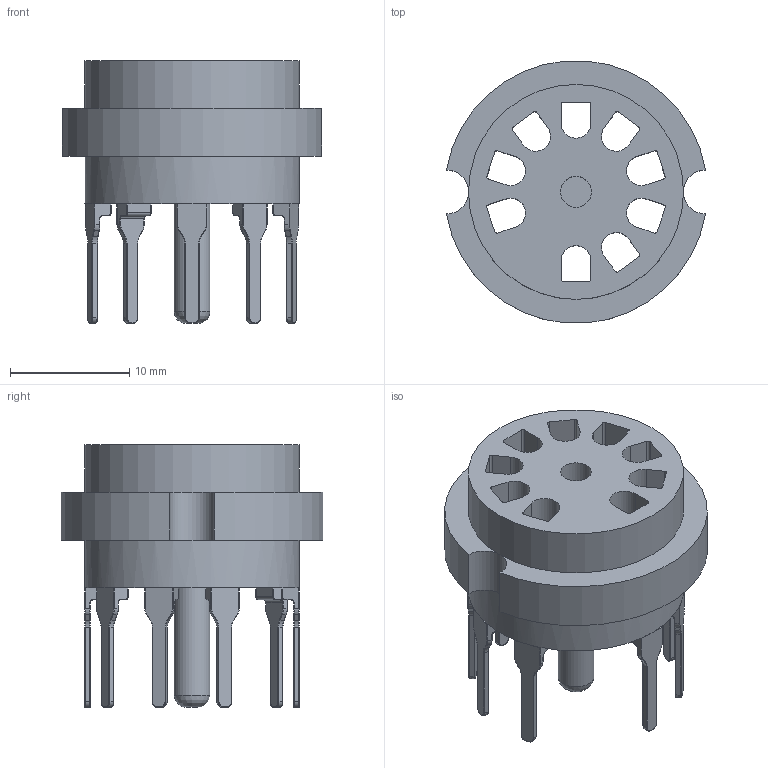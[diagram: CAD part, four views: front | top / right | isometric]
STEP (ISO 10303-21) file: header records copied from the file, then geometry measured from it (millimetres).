
FILE_DESCRIPTION(('FreeCAD Model'),'2;1');
FILE_NAME('Open CASCADE Shape Model','2023-02-15T22:52:26',('Author'),( ''),'Open CASCADE STEP processor 7.5','FreeCAD','Unknown');
FILE_SCHEMA(('AUTOMOTIVE_DESIGN { 1 0 10303 214 1 1 1 1 }'));
Length unit declared in the file: millimetre
Products named in the file (1): Body001
Bounding box: 21.69 x 21.93 x 22 mm (x, y, z)
Volume: 2907.6 mm3; surface area: 2906.7 mm2
Topology: 1 solids, 1 shells, 557 faces, 1364 edges, 802 vertices
Faces by surface type: cylinder 269, torus 144, plane 143, revolution 1
Full cylindrical faces by diameter (mm): 2.6 x1, 3 x1, 18 x2
Entity records: 34578 total; most frequent: CARTESIAN_POINT 6380, DIRECTION 5771, LINE 3092, VECTOR 3092, ORIENTED_EDGE 2728, PCURVE 2728, DEFINITIONAL_REPRESENTATION 2728, EDGE_CURVE 1364
